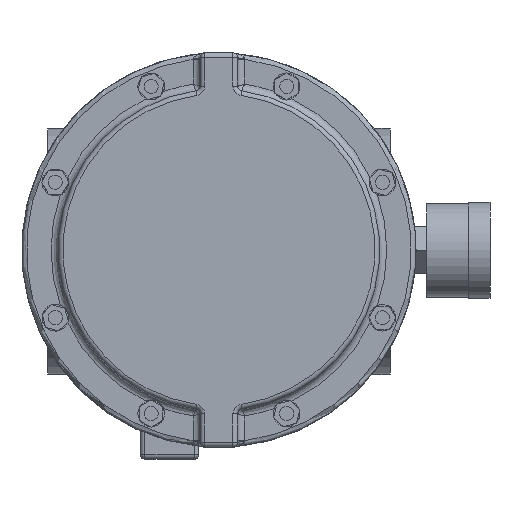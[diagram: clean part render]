
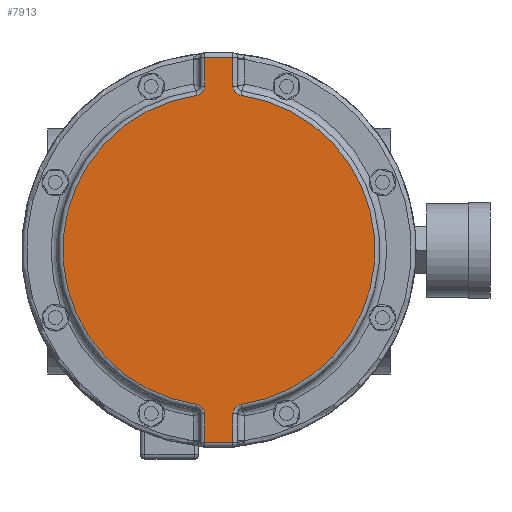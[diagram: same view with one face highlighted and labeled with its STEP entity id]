
A CAD part, top view. The second image highlights one B-rep face of the part: STEP entity #7913.
In plain terms, the highlighted planar face has unit normal (0, 0, 1).
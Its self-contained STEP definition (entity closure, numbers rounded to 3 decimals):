
#7429=CARTESIAN_POINT('',(-6.,69.787,442.));
#7430=VERTEX_POINT('',#7429);
#7438=CARTESIAN_POINT('',(-6.,82.0,442.));
#7439=VERTEX_POINT('',#7438);
#7440=CARTESIAN_POINT('',(-6.,69.787,442.));
#7441=DIRECTION('',(0.0,1.0,0.0));
#7442=VECTOR('',#7441,12.213);
#7443=LINE('',#7440,#7442);
#7444=EDGE_CURVE('',#7430,#7439,#7443,.T.);
#7471=CARTESIAN_POINT('',(-9.433,65.828,442.));
#7472=VERTEX_POINT('',#7471);
#7480=CARTESIAN_POINT('',(-10.,69.787,442.));
#7481=DIRECTION('',(0.,0.,1.0));
#7482=DIRECTION('',(0.756,-0.655,0.));
#7483=AXIS2_PLACEMENT_3D('',#7480,#7481,#7482);
#7484=CIRCLE('',#7483,4.);
#7485=EDGE_CURVE('',#7472,#7430,#7484,.T.);
#7505=CARTESIAN_POINT('',(-9.433,-65.828,442.));
#7506=VERTEX_POINT('',#7505);
#7514=CARTESIAN_POINT('',(0.,0.,442.));
#7515=DIRECTION('',(0.0,0.0,-1.0));
#7516=DIRECTION('',(-1.0,0.0,0.0));
#7517=AXIS2_PLACEMENT_3D('',#7514,#7515,#7516);
#7518=CIRCLE('',#7517,66.5);
#7519=EDGE_CURVE('',#7506,#7472,#7518,.T.);
#7539=CARTESIAN_POINT('',(-6.,-69.787,442.));
#7540=VERTEX_POINT('',#7539);
#7548=CARTESIAN_POINT('',(-10.,-69.787,442.));
#7549=DIRECTION('',(0.,0.,1.0));
#7550=DIRECTION('',(0.756,0.655,0.));
#7551=AXIS2_PLACEMENT_3D('',#7548,#7549,#7550);
#7552=CIRCLE('',#7551,4.);
#7553=EDGE_CURVE('',#7540,#7506,#7552,.T.);
#7573=CARTESIAN_POINT('',(-6.,-82.,442.));
#7574=VERTEX_POINT('',#7573);
#7582=CARTESIAN_POINT('',(-6.,-82.,442.));
#7583=DIRECTION('',(0.0,1.0,0.0));
#7584=VECTOR('',#7583,12.213);
#7585=LINE('',#7582,#7584);
#7586=EDGE_CURVE('',#7574,#7540,#7585,.T.);
#7603=CARTESIAN_POINT('',(6.,82.0,442.));
#7604=VERTEX_POINT('',#7603);
#7627=CARTESIAN_POINT('',(-6.,82.0,442.));
#7628=DIRECTION('',(1.0,0.0,0.0));
#7629=VECTOR('',#7628,12.);
#7630=LINE('',#7627,#7629);
#7631=EDGE_CURVE('',#7439,#7604,#7630,.T.);
#7641=CARTESIAN_POINT('',(6.,69.787,442.));
#7642=VERTEX_POINT('',#7641);
#7658=CARTESIAN_POINT('',(6.,82.0,442.));
#7659=DIRECTION('',(0.0,-1.0,0.0));
#7660=VECTOR('',#7659,12.213);
#7661=LINE('',#7658,#7660);
#7662=EDGE_CURVE('',#7604,#7642,#7661,.T.);
#7672=CARTESIAN_POINT('',(9.433,65.828,442.));
#7673=VERTEX_POINT('',#7672);
#7683=CARTESIAN_POINT('',(10.0,69.787,442.));
#7684=DIRECTION('',(0.,0.,1.));
#7685=DIRECTION('',(-0.756,-0.655,0.));
#7686=AXIS2_PLACEMENT_3D('',#7683,#7684,#7685);
#7687=CIRCLE('',#7686,4.0);
#7688=EDGE_CURVE('',#7642,#7673,#7687,.T.);
#7698=CARTESIAN_POINT('',(9.433,-65.828,442.));
#7699=VERTEX_POINT('',#7698);
#7709=CARTESIAN_POINT('',(0.,0.,442.));
#7710=DIRECTION('',(0.0,0.0,-1.0));
#7711=DIRECTION('',(1.0,0.0,0.0));
#7712=AXIS2_PLACEMENT_3D('',#7709,#7710,#7711);
#7713=CIRCLE('',#7712,66.5);
#7714=EDGE_CURVE('',#7673,#7699,#7713,.T.);
#7724=CARTESIAN_POINT('',(6.0,-69.787,442.));
#7725=VERTEX_POINT('',#7724);
#7735=CARTESIAN_POINT('',(10.0,-69.787,442.));
#7736=DIRECTION('',(0.,0.,1.));
#7737=DIRECTION('',(-0.756,0.655,0.));
#7738=AXIS2_PLACEMENT_3D('',#7735,#7736,#7737);
#7739=CIRCLE('',#7738,4.0);
#7740=EDGE_CURVE('',#7699,#7725,#7739,.T.);
#7750=CARTESIAN_POINT('',(6.,-82.,442.));
#7751=VERTEX_POINT('',#7750);
#7761=CARTESIAN_POINT('',(6.0,-69.787,442.));
#7762=DIRECTION('',(0.0,-1.0,0.0));
#7763=VECTOR('',#7762,12.213);
#7764=LINE('',#7761,#7763);
#7765=EDGE_CURVE('',#7725,#7751,#7764,.T.);
#7810=CARTESIAN_POINT('',(6.,-82.,442.));
#7811=DIRECTION('',(-1.0,0.0,0.0));
#7812=VECTOR('',#7811,12.);
#7813=LINE('',#7810,#7812);
#7814=EDGE_CURVE('',#7751,#7574,#7813,.T.);
#7894=CARTESIAN_POINT('',(0.,0.,442.));
#7895=DIRECTION('',(0.0,0.0,-1.0));
#7896=DIRECTION('',(-1.0,0.0,0.0));
#7897=AXIS2_PLACEMENT_3D('',#7894,#7895,#7896);
#7898=PLANE('',#7897);
#7899=ORIENTED_EDGE('',*,*,#7444,.F.);
#7900=ORIENTED_EDGE('',*,*,#7485,.F.);
#7901=ORIENTED_EDGE('',*,*,#7519,.F.);
#7902=ORIENTED_EDGE('',*,*,#7553,.F.);
#7903=ORIENTED_EDGE('',*,*,#7586,.F.);
#7904=ORIENTED_EDGE('',*,*,#7814,.F.);
#7905=ORIENTED_EDGE('',*,*,#7765,.F.);
#7906=ORIENTED_EDGE('',*,*,#7740,.F.);
#7907=ORIENTED_EDGE('',*,*,#7714,.F.);
#7908=ORIENTED_EDGE('',*,*,#7688,.F.);
#7909=ORIENTED_EDGE('',*,*,#7662,.F.);
#7910=ORIENTED_EDGE('',*,*,#7631,.F.);
#7911=EDGE_LOOP('',(#7899,#7900,#7901,#7902,#7903,#7904,#7905,#7906,#7907,#7908,#7909,#7910));
#7912=FACE_OUTER_BOUND('',#7911,.T.);
#7913=ADVANCED_FACE('',(#7912),#7898,.F.);
